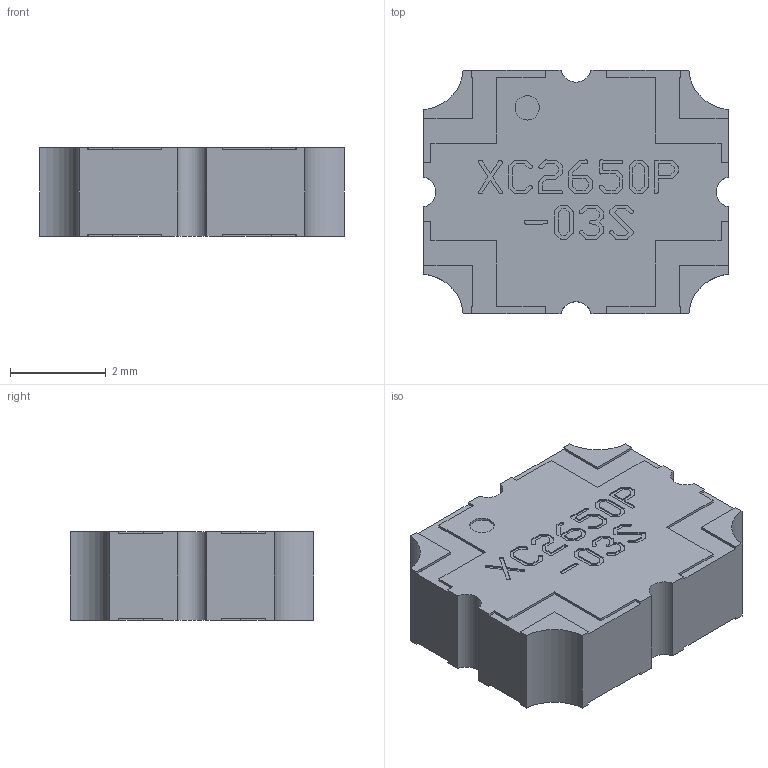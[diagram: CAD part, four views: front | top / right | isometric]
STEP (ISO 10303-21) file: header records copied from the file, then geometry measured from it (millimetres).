
FILE_DESCRIPTION (( 'STEP AP203' ), '1' );
FILE_NAME ('XC2650P-03S.STEP', '2026-02-11T11:50:39', ( '' ), ( '' ), 'SwSTEP 2.0', 'SolidWorks 2023', '' );
FILE_SCHEMA (( 'CONFIG_CONTROL_DESIGN' ));
Length unit declared in the file: inch
Products named in the file (1): XC2650P-03S
Bounding box: 6.35 x 5.08 x 1.85 mm (x, y, z)
Volume: 54.5 mm3; surface area: 103.6 mm2
Topology: 1 solids, 1 shells, 437 faces, 1254 edges, 836 vertices
Faces by surface type: plane 316, cylinder 121
Entity records: 14309 total; most frequent: CARTESIAN_POINT 2528, ORIENTED_EDGE 2508, DIRECTION 2372, EDGE_CURVE 1254, LINE 1012, VECTOR 1012, VERTEX_POINT 836, AXIS2_PLACEMENT_3D 680
